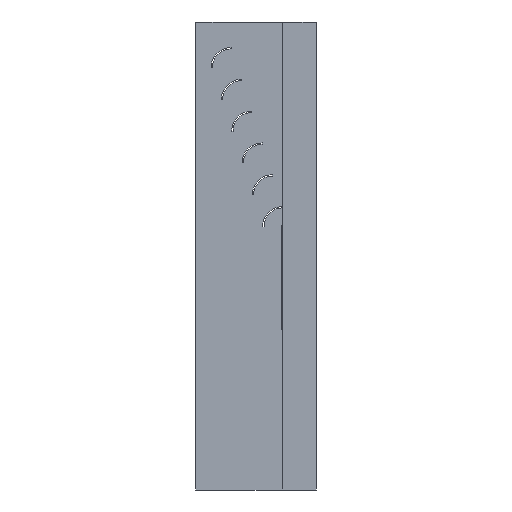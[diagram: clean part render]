
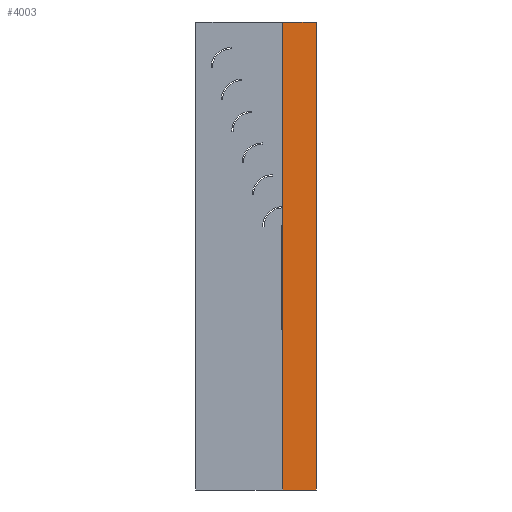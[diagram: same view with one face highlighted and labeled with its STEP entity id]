
A CAD part, front view. The second image highlights one B-rep face of the part: STEP entity #4003.
In plain terms, the highlighted planar face has unit normal (0, -1, 0).
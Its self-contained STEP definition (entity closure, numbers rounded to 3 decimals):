
#9=DIRECTION('',(1.,0.,0.));
#10=VECTOR('',#9,25.);
#11=CARTESIAN_POINT('',(20.,-170.,-175.));
#12=LINE('',#11,#10);
#240=DIRECTION('',(0.,0.,1.));
#241=VECTOR('',#240,350.);
#242=CARTESIAN_POINT('',(45.,-170.,-175.));
#243=LINE('',#242,#241);
#1457=DIRECTION('',(1.,0.,0.));
#1458=VECTOR('',#1457,25.);
#1459=CARTESIAN_POINT('',(20.,-170.,175.));
#1460=LINE('',#1459,#1458);
#1494=DIRECTION('',(0.,0.,1.));
#1495=VECTOR('',#1494,350.);
#1496=CARTESIAN_POINT('',(20.,-170.,-175.));
#1497=LINE('',#1496,#1495);
#1515=CARTESIAN_POINT('',(20.,-170.,-175.));
#1516=CARTESIAN_POINT('',(45.,-170.,-175.));
#1517=VERTEX_POINT('',#1515);
#1518=VERTEX_POINT('',#1516);
#1523=CARTESIAN_POINT('',(20.,-170.,175.));
#1524=VERTEX_POINT('',#1523);
#1525=CARTESIAN_POINT('',(45.,-170.,175.));
#1526=VERTEX_POINT('',#1525);
#3992=CARTESIAN_POINT('',(20.,-170.,-175.));
#3993=DIRECTION('',(0.,-1.,0.));
#3994=DIRECTION('',(1.,0.,0.));
#3995=AXIS2_PLACEMENT_3D('',#3992,#3993,#3994);
#3996=PLANE('',#3995);
#3997=ORIENTED_EDGE('',*,*,#1992,.F.);
#3998=ORIENTED_EDGE('',*,*,#2227,.T.);
#3999=ORIENTED_EDGE('',*,*,#3957,.T.);
#4000=ORIENTED_EDGE('',*,*,#2048,.F.);
#4001=EDGE_LOOP('',(#3997,#3998,#3999,#4000));
#4002=FACE_OUTER_BOUND('',#4001,.F.);
#4003=ADVANCED_FACE('',(#4002),#3996,.T.);
#1992=EDGE_CURVE('',#1517,#1518,#12,.T.);
#2048=EDGE_CURVE('',#1518,#1526,#243,.T.);
#2227=EDGE_CURVE('',#1517,#1524,#1497,.T.);
#3957=EDGE_CURVE('',#1524,#1526,#1460,.T.);
